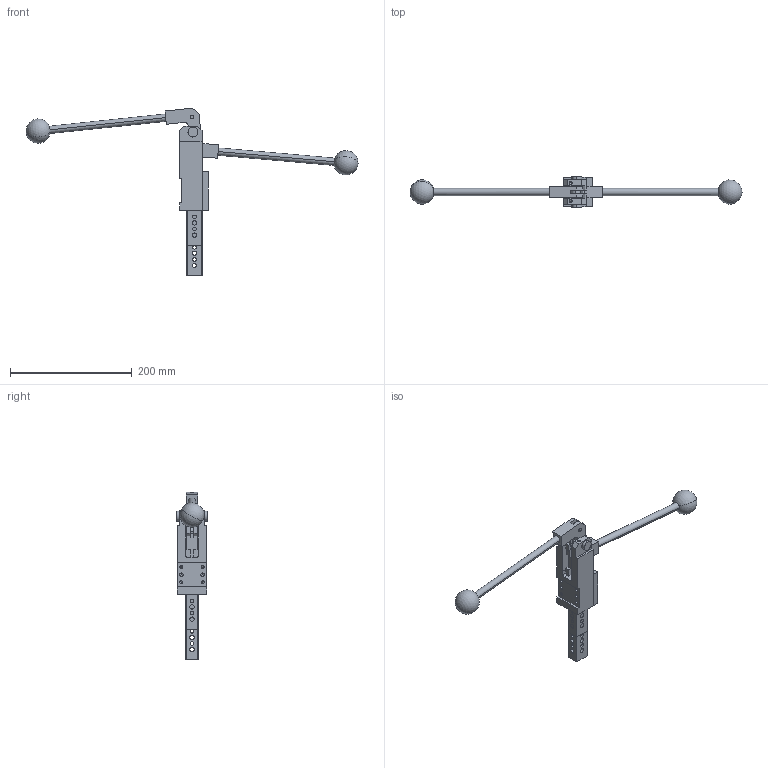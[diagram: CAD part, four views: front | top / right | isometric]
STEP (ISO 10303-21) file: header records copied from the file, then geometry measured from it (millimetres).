
FILE_DESCRIPTION(('CATIA V5 STEP Exchange'),'2;1');
FILE_NAME('ML_40_50_BR2_TUENKERS.stp','2019-03-12T14:01:35+00:00',('none'),('none'),'CATIA Version 5 Release 19 SP 9 (IN-10)','CATIA V5 STEP AP214','none');
FILE_SCHEMA(('AUTOMOTIVE_DESIGN { 1 0 10303 214 1 1 1 1 }'));
Length unit declared in the file: millimetre
Products named in the file (1): ML_40_50_BR2_TUENKERS
Bounding box: 545.88 x 51.5 x 275.79 mm (x, y, z)
Volume: 501444 mm3; surface area: 132103.5 mm2
Topology: 14 solids, 14 shells, 336 faces, 864 edges, 530 vertices
Faces by surface type: cylinder 156, plane 144, cone 32, sphere 4
Entity records: 10270 total; most frequent: CARTESIAN_POINT 2470, ORIENTED_EDGE 1680, DIRECTION 1210, EDGE_CURVE 840, VERTEX_POINT 530, VECTOR 518, LINE 518, AXIS2_PLACEMENT_3D 490
